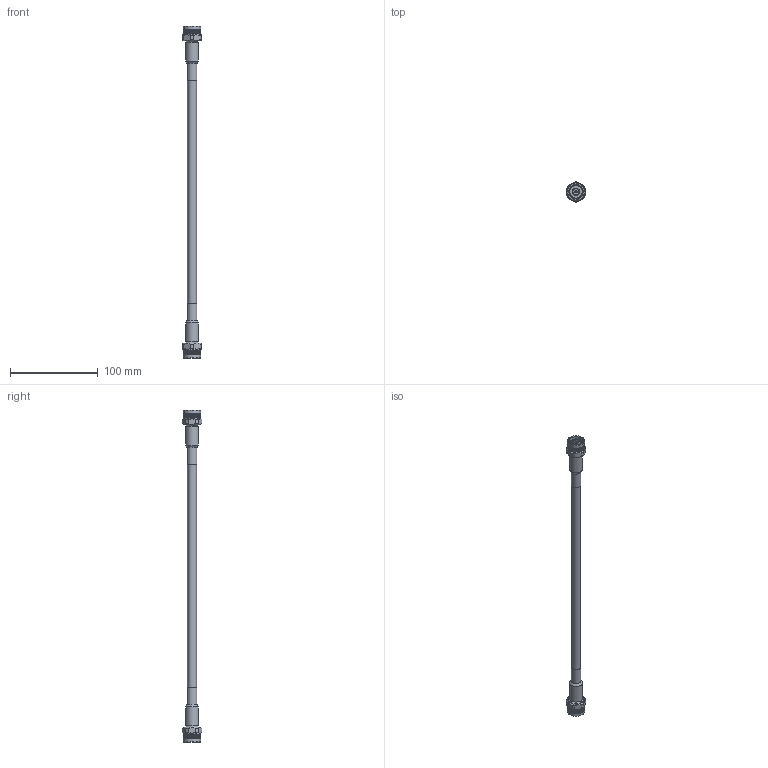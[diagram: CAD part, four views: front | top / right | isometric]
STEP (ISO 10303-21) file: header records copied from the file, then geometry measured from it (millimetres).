
FILE_DESCRIPTION (( 'STEP AP203' ), '1' );
FILE_NAME ('FMC0101400_3D.step', '2023-01-06T16:36:40', ( '' ), ( '' ), 'SwSTEP 2.0', 'SolidWorks 2021', '' );
FILE_SCHEMA (( 'CONFIG_CONTROL_DESIGN' ));
Products named in the file (3): EZ-400-NMH-X^FMC0101400_Heat Shrink; FMC0101400_3D; LMR-400^FMC0101400_LMR-400
Assembly tree (3 placements, depth 2):
  FMC0101400_3D
    LMR-400^FMC0101400_LMR-400
    EZ-400-NMH-X^FMC0101400_Heat Shrink  x2
Bounding box: 20.62 x 22.22 x 378.15 mm (x, y, z)
Volume: 41192.6 mm3; surface area: 18121.5 mm2
Topology: 3 solids, 3 shells, 4349 faces, 9381 edges, 5050 vertices
Faces by surface type: bspline 3368, cylinder 883, plane 64, cone 32, torus 2
Full cylindrical faces by diameter (mm): 1.524 x2, 2.54 x2, 6.909 x2, 8.255 x2, 10.287 x1, 11.303 x2, 14.556 x2, 15.875 x12, 19.69 x4
Entity records: 74263 total; most frequent: CARTESIAN_POINT 45788, ORIENTED_EDGE 9292, EDGE_CURVE 4646, VERTEX_POINT 2505, EDGE_LOOP 2195, FACE_OUTER_BOUND 2182, ADVANCED_FACE 2170, B_SPLINE_CURVE_WITH_KNOTS 2074
